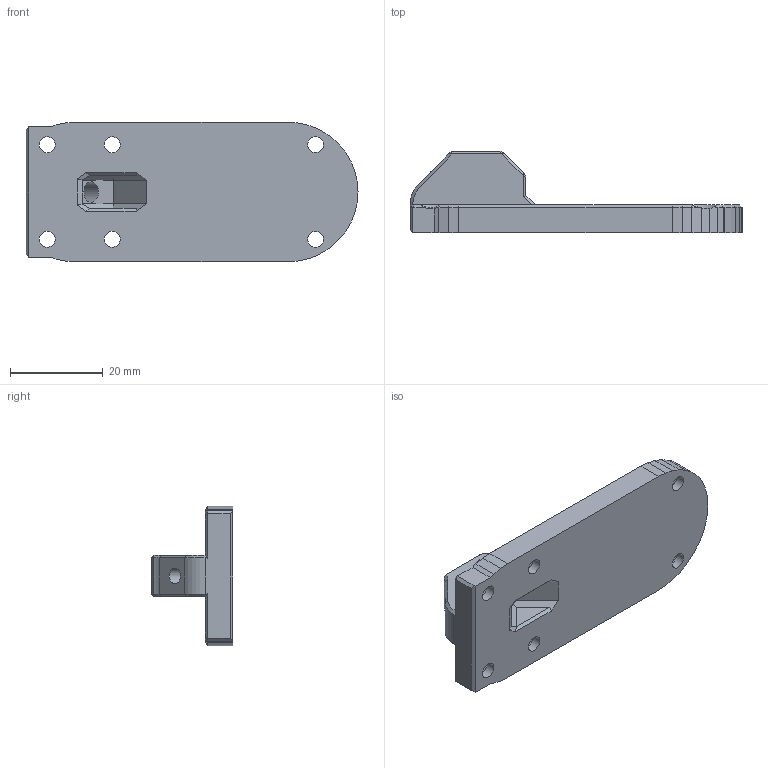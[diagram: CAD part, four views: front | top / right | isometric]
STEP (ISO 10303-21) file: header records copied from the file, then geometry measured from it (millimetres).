
FILE_DESCRIPTION(/* description */ (''),/* implementation_level */ '2;1');
FILE_NAME(/* name */ '1515 BTT SFS Mount Backplate.step',/* time_stamp */ '2024-08-25T15:31:50-05:00',/* author */ (''),/* organization */ (''),/* preprocessor_version */ 'ST-DEVELOPER v20',/* originating_system */ 'Autodesk Translation Framework v13.14.0.145',/* authorisation */ '');
FILE_SCHEMA (('AUTOMOTIVE_DESIGN { 1 0 10303 214 3 1 1 }'));
Length unit declared in the file: millimetre
Products named in the file (1): Backplate
Bounding box: 71.45 x 17.6 x 30 mm (x, y, z)
Volume: 12897.9 mm3; surface area: 6355.7 mm2
Topology: 1 solids, 1 shells, 158 faces, 395 edges, 243 vertices
Faces by surface type: plane 120, cylinder 16, bspline 12, cone 10
Full cylindrical faces by diameter (mm): 3.4 x7, 4.5 x1, 6.1 x6
Entity records: 4836 total; most frequent: CARTESIAN_POINT 1179, ORIENTED_EDGE 790, DIRECTION 673, EDGE_CURVE 395, LINE 283, VECTOR 283, VERTEX_POINT 243, AXIS2_PLACEMENT_3D 195
